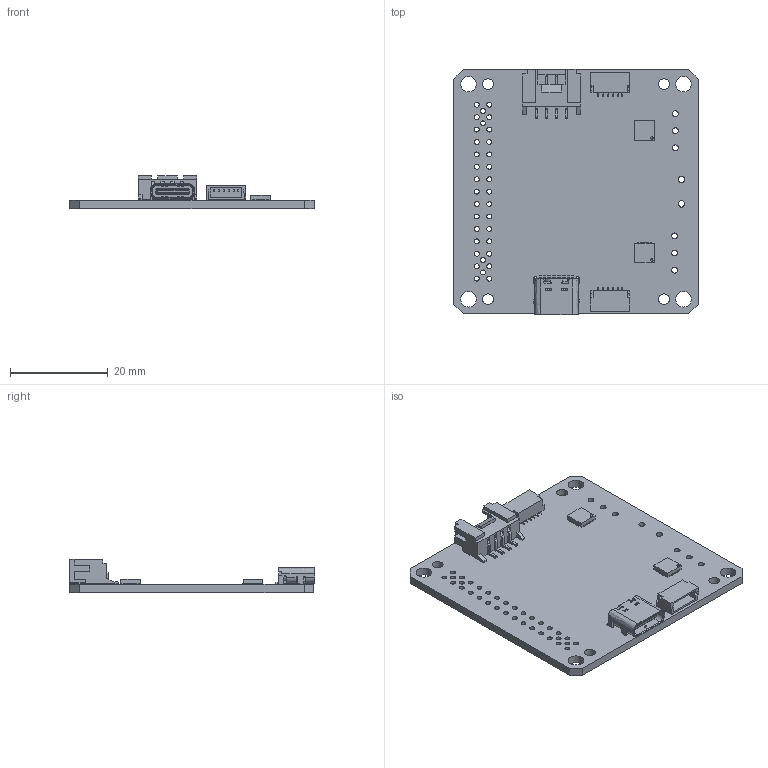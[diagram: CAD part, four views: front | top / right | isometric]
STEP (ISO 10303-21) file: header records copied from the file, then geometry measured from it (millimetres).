
FILE_DESCRIPTION(('KiCad electronic assembly'),'2;1');
FILE_NAME('Rosmo_ESC.step','2022-01-03T23:23:00',('Pcbnew'),('Kicad'), 'Open CASCADE STEP processor 7.6','KiCad to STEP converter','Unknown' );
FILE_SCHEMA(('AUTOMOTIVE_DESIGN { 1 0 10303 214 1 1 1 1 }'));
Length unit declared in the file: millimetre
Products named in the file (10): Rosmo_ESC 1; QFN26 4mm X 4mm; SOLID; SM06B-SRSS-TB; TYPE-C-31-M-12--3DModel-STEP-56544; COMPOUND; Grove Connector (flat); Rosmo_ESC PCB
Assembly tree (11 placements, depth 3):
  Rosmo_ESC 1
    QFN26 4mm X 4mm  x2
      SOLID
    SM06B-SRSS-TB  x2
      SOLID
    TYPE-C-31-M-12--3DModel-STEP-56544
      COMPOUND
    Grove Connector (flat)
      SOLID
    Rosmo_ESC PCB
Bounding box: 50 x 50.13 x 6.77 mm (x, y, z)
Volume: 4613.7 mm3; surface area: 7166.2 mm2
Topology: 48 solids, 48 shells, 1609 faces, 4293 edges, 2816 vertices
Faces by surface type: bspline 1531, cylinder 60, plane 18
Full cylindrical faces by diameter (mm): 0.65 x2, 1 x34, 1.2 x6, 1.3 x2, 2.2 x4, 3.2 x4
Entity records: 77915 total; most frequent: CARTESIAN_POINT 29260, B_SPLINE_CURVE_WITH_KNOTS 8656, ORIENTED_EDGE 6708, PCURVE 6708, DEFINITIONAL_REPRESENTATION 6708, EDGE_CURVE 3354, SURFACE_CURVE 3302, VERTEX_POINT 2190
